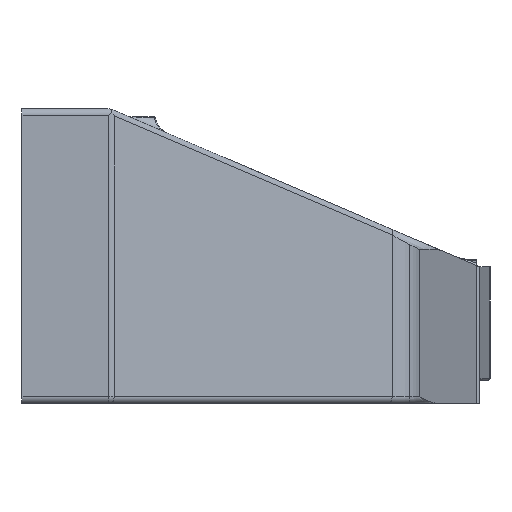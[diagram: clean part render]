
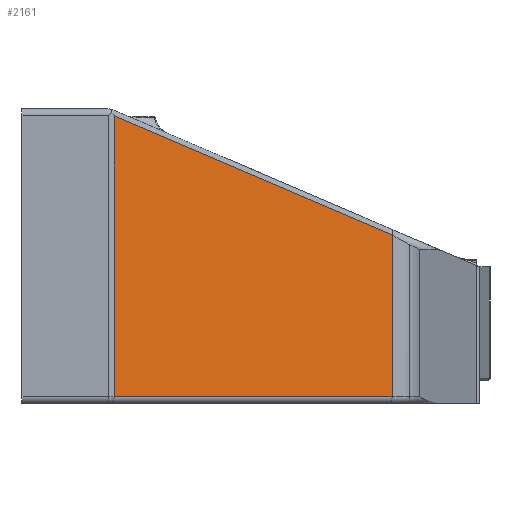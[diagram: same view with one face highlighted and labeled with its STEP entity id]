
A CAD part, left-side view. The second image highlights one B-rep face of the part: STEP entity #2161.
In plain terms, the highlighted planar face has unit normal (-0.766, -0.643, 0).
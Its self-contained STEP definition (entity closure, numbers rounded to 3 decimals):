
#75 = EDGE_CURVE ( 'NONE', #5815, #4084, #7793, .T. ) ;
#317 = CARTESIAN_POINT ( 'NONE',  ( -35.025, 38.073, 1. ) ) ;
#1368 = CARTESIAN_POINT ( 'NONE',  ( -137.064, 159.68, 1. ) ) ;
#1585 = DIRECTION ( 'NONE',  ( 0., 0., 1. ) ) ;
#1608 = DIRECTION ( 'NONE',  ( 0., 0., -1. ) ) ;
#1956 = EDGE_CURVE ( 'NONE', #3765, #6341, #4513, .T. ) ;
#2161 = ADVANCED_FACE ( 'NONE', ( #9609 ), #7247, .T. ) ;
#2318 = CARTESIAN_POINT ( 'NONE',  ( -137.064, 159.68, 123.792 ) ) ;
#3587 = ORIENTED_EDGE ( 'NONE', *, *, #8166, .T. ) ;
#3760 = VECTOR ( 'NONE', #1608, 1000. ) ;
#3765 = VERTEX_POINT ( 'NONE', #2318 ) ;
#3864 = LINE ( 'NONE', #5078, #7366 ) ;
#4009 = AXIS2_PLACEMENT_3D ( 'NONE', #8034, #7395, #6652 ) ;
#4084 = VERTEX_POINT ( 'NONE', #7424 ) ;
#4513 = LINE ( 'NONE', #7543, #3760 ) ;
#4694 = ORIENTED_EDGE ( 'NONE', *, *, #1956, .T. ) ;
#4868 = EDGE_CURVE ( 'NONE', #4084, #3765, #6961, .T. ) ;
#4956 = VECTOR ( 'NONE', #9188, 1000. ) ;
#5078 = CARTESIAN_POINT ( 'NONE',  ( -35.025, 38.073, 1. ) ) ;
#5284 = CARTESIAN_POINT ( 'NONE',  ( -53.221, 59.76, 80.939 ) ) ;
#5815 = VERTEX_POINT ( 'NONE', #317 ) ;
#6122 = CARTESIAN_POINT ( 'NONE',  ( -35.025, 38.073, 71.8 ) ) ;
#6341 = VERTEX_POINT ( 'NONE', #1368 ) ;
#6652 = DIRECTION ( 'NONE',  ( 0.643, -0.766, 0. ) ) ;
#6771 = VECTOR ( 'NONE', #1585, 1000. ) ;
#6961 = LINE ( 'NONE', #5284, #4956 ) ;
#7247 = PLANE ( 'NONE',  #4009 ) ;
#7349 = ORIENTED_EDGE ( 'NONE', *, *, #75, .T. ) ;
#7366 = VECTOR ( 'NONE', #9516, 1000. ) ;
#7395 = DIRECTION ( 'NONE',  ( -0.766, -0.643, 0. ) ) ;
#7424 = CARTESIAN_POINT ( 'NONE',  ( -35.025, 38.073, 71.639 ) ) ;
#7543 = CARTESIAN_POINT ( 'NONE',  ( -137.064, 159.68, -317.191 ) ) ;
#7793 = LINE ( 'NONE', #6122, #6771 ) ;
#8034 = CARTESIAN_POINT ( 'NONE',  ( -137.298, 159.958, -317.191 ) ) ;
#8166 = EDGE_CURVE ( 'NONE', #6341, #5815, #3864, .T. ) ;
#9188 = DIRECTION ( 'NONE',  ( -0.611, 0.728, 0.312 ) ) ;
#9516 = DIRECTION ( 'NONE',  ( 0.643, -0.766, 0. ) ) ;
#9522 = EDGE_LOOP ( 'NONE', ( #4694, #3587, #7349, #9618 ) ) ;
#9609 = FACE_OUTER_BOUND ( 'NONE', #9522, .T. ) ;
#9618 = ORIENTED_EDGE ( 'NONE', *, *, #4868, .T. ) ;
